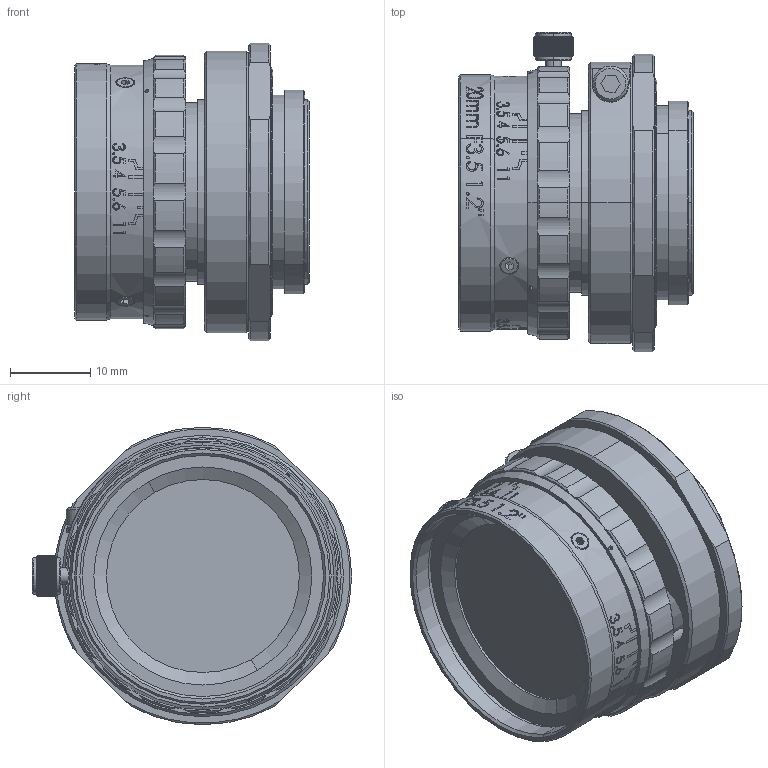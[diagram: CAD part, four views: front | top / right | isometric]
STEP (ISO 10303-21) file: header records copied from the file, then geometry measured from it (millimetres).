
FILE_DESCRIPTION (( 'STEP AP214' ), '1' );
FILE_NAME ('1.2 20mm .STEP', '2021-08-19T11:22:58', ( '' ), ( '' ), 'SwSTEP 2.0', 'SolidWorks 2018', '' );
FILE_SCHEMA (( 'AUTOMOTIVE_DESIGN' ));
Length unit declared in the file: millimetre
Products named in the file (10): 嫖擊覃誹遠; 嫖擊坶踡隊; 覦趼遠; M2.5x2.5 す芛階佪; C諉諳惕踡遠-侂馨; 1.2  20mm   ; 噩芠; C 諉諳-侂馨; M2.5粟銅菜え; M2.5x12_杯头杯头直径实测4.45
Assembly tree (11 placements, depth 2):
  1.2  20mm   
    噩芠
    C 諉諳-侂馨
    嫖擊覃誹遠
    覦趼遠
    M2.5x2.5 す芛階佪  x3
    C諉諳惕踡遠-侂馨
    M2.5x12_杯头杯头直径实测4.45
    M2.5粟銅菜え
    嫖擊坶踡隊
Bounding box: 29.2 x 39.7 x 37 mm (x, y, z)
Volume: 19659.3 mm3; surface area: 13139.4 mm2
Topology: 11 solids, 11 shells, 1327 faces, 3251 edges, 2034 vertices
Faces by surface type: plane 475, cylinder 291, cone 289, bspline 272
Entity records: 67782 total; most frequent: CARTESIAN_POINT 33082, ORIENTED_EDGE 6374, DIRECTION 4881, EDGE_CURVE 3187, VERTEX_POINT 1994, AXIS2_PLACEMENT_3D 1991, EDGE_LOOP 1403, B_SPLINE_CURVE_WITH_KNOTS 1336
